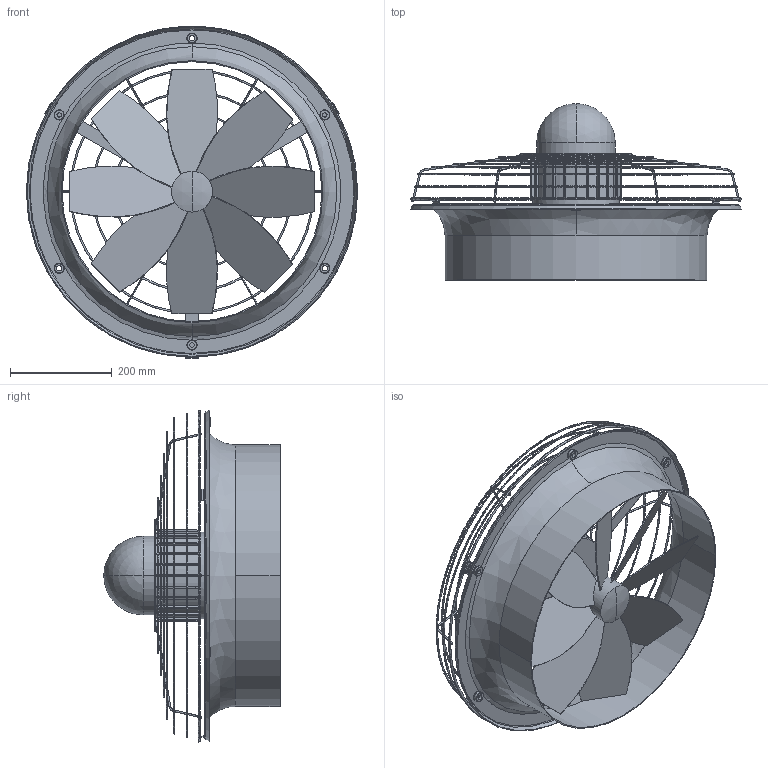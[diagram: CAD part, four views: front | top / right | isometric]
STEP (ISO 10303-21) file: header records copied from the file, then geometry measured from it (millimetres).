
FILE_DESCRIPTION (( 'STEP AP214' ), '1' );
FILE_NAME ('0094-0054.STEP', '2015-02-08T18:42:59', ( '' ), ( '' ), 'SwSTEP 2.0', 'SolidWorks 2013', '' );
FILE_SCHEMA (( 'AUTOMOTIVE_DESIGN' ));
Length unit declared in the file: millimetre
Products named in the file (1): 0094-0054
Bounding box: 650 x 346.19 x 651.5 mm (x, y, z)
Volume: 5230664.9 mm3; surface area: 1374544.1 mm2
Topology: 1 solids, 1 shells, 733 faces, 2156 edges, 1392 vertices
Faces by surface type: plane 295, bspline 240, cylinder 120, torus 48, cone 24, sphere 6
Entity records: 42085 total; most frequent: CARTESIAN_POINT 16143, ORIENTED_EDGE 4304, DIRECTION 3008, EDGE_CURVE 2152, VERTEX_POINT 1392, AXIS2_PLACEMENT_3D 1163, EDGE_LOOP 812, B_SPLINE_CURVE_WITH_KNOTS 767
